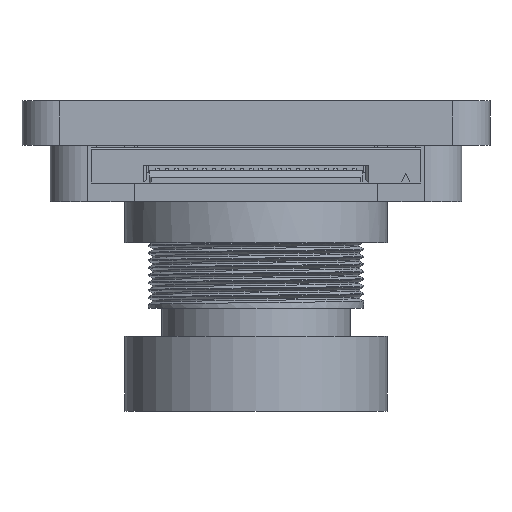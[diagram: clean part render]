
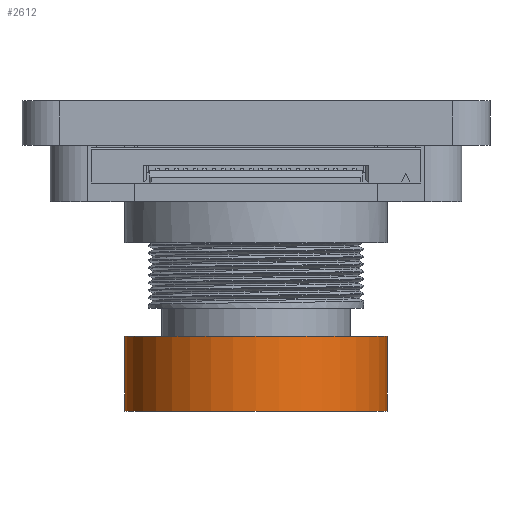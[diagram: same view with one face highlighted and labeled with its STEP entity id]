
A CAD part, front view. The second image highlights one B-rep face of the part: STEP entity #2612.
In plain terms, the highlighted cylindrical face has radius 7 mm (diameter 14 mm), a partial arc.
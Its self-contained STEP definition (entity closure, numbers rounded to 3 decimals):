
#319 = VERTEX_POINT ( 'NONE', #19051 ) ;
#2612 = ADVANCED_FACE ( 'NONE', ( #16691 ), #29655, .T. ) ;
#3202 = CARTESIAN_POINT ( 'NONE',  ( 0., -1.1, -16.582 ) ) ;
#3723 = CARTESIAN_POINT ( 'NONE',  ( 0., -1.1, -12.582 ) ) ;
#4297 = DIRECTION ( 'NONE',  ( 0., 0., -1. ) ) ;
#4739 = VERTEX_POINT ( 'NONE', #13943 ) ;
#5636 = AXIS2_PLACEMENT_3D ( 'NONE', #3202, #13231, #13750 ) ;
#5989 = CARTESIAN_POINT ( 'NONE',  ( 0., -1.1, -12.582 ) ) ;
#6310 = AXIS2_PLACEMENT_3D ( 'NONE', #3723, #24819, #22209 ) ;
#6314 = EDGE_CURVE ( 'NONE', #17687, #319, #9592, .T. ) ;
#6920 = EDGE_CURVE ( 'NONE', #319, #22160, #22072, .T. ) ;
#8072 = ORIENTED_EDGE ( 'NONE', *, *, #6314, .T. ) ;
#8982 = LINE ( 'NONE', #24868, #10735 ) ;
#9592 = CIRCLE ( 'NONE', #6310, 7. ) ;
#10735 = VECTOR ( 'NONE', #4297, 1000. ) ;
#11328 = DIRECTION ( 'NONE',  ( 0., 0., -1. ) ) ;
#11515 = EDGE_CURVE ( 'NONE', #17687, #4739, #8982, .T. ) ;
#12834 = ORIENTED_EDGE ( 'NONE', *, *, #6920, .T. ) ;
#12876 = EDGE_CURVE ( 'NONE', #4739, #22160, #17751, .T. ) ;
#13231 = DIRECTION ( 'NONE',  ( 0., 0., -1. ) ) ;
#13750 = DIRECTION ( 'NONE',  ( -1., 0., 0. ) ) ;
#13943 = CARTESIAN_POINT ( 'NONE',  ( 7., -1.1, -16.582 ) ) ;
#16691 = FACE_OUTER_BOUND ( 'NONE', #29790, .T. ) ;
#17687 = VERTEX_POINT ( 'NONE', #18775 ) ;
#17751 = CIRCLE ( 'NONE', #5636, 7. ) ;
#18523 = ORIENTED_EDGE ( 'NONE', *, *, #12876, .F. ) ;
#18774 = VECTOR ( 'NONE', #30389, 1000. ) ;
#18775 = CARTESIAN_POINT ( 'NONE',  ( 7., -1.1, -12.582 ) ) ;
#19051 = CARTESIAN_POINT ( 'NONE',  ( -7., -1.1, -12.582 ) ) ;
#22072 = LINE ( 'NONE', #24859, #18774 ) ;
#22160 = VERTEX_POINT ( 'NONE', #30155 ) ;
#22209 = DIRECTION ( 'NONE',  ( -1., 0., 0. ) ) ;
#24819 = DIRECTION ( 'NONE',  ( 0., 0., -1. ) ) ;
#24859 = CARTESIAN_POINT ( 'NONE',  ( -7., -1.1, -12.582 ) ) ;
#24868 = CARTESIAN_POINT ( 'NONE',  ( 7., -1.1, -12.582 ) ) ;
#27167 = ORIENTED_EDGE ( 'NONE', *, *, #11515, .F. ) ;
#28434 = AXIS2_PLACEMENT_3D ( 'NONE', #5989, #11328, #29481 ) ;
#29481 = DIRECTION ( 'NONE',  ( -1., 0., 0. ) ) ;
#29655 = CYLINDRICAL_SURFACE ( 'NONE', #28434, 7. ) ;
#29790 = EDGE_LOOP ( 'NONE', ( #27167, #8072, #12834, #18523 ) ) ;
#30155 = CARTESIAN_POINT ( 'NONE',  ( -7., -1.1, -16.582 ) ) ;
#30389 = DIRECTION ( 'NONE',  ( 0., 0., -1. ) ) ;
